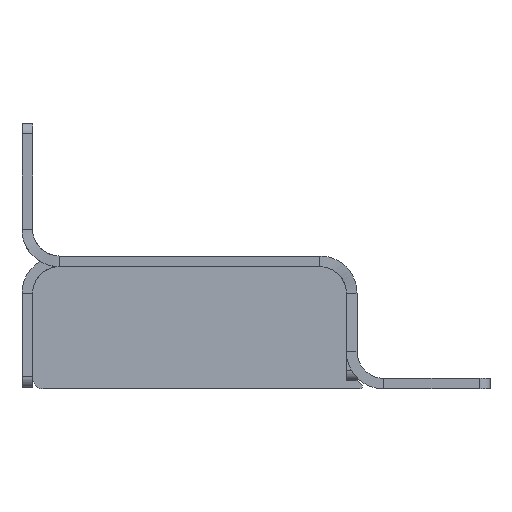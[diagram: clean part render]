
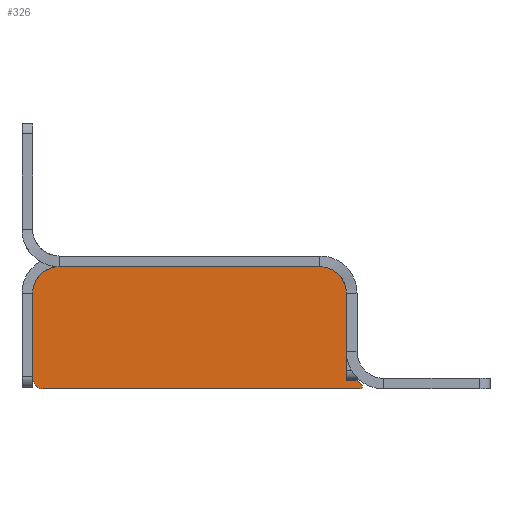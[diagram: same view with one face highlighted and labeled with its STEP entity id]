
A CAD part, front view. The second image highlights one B-rep face of the part: STEP entity #326.
In plain terms, the highlighted planar face has unit normal (0, -1, 0).
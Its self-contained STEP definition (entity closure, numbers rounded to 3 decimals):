
#89=CARTESIAN_POINT('Vertex',(32.8,-2.,-11.1)) ;
#92=CARTESIAN_POINT('Axis2P3D Location',(32.5,-2.,-11.5)) ;
#96=CARTESIAN_POINT('Vertex',(32.5,-2.,-12.)) ;
#127=CARTESIAN_POINT('Vertex',(30.,-2.,-5.5)) ;
#130=CARTESIAN_POINT('Axis2P3D Location',(37.,-2.,-5.5)) ;
#158=CARTESIAN_POINT('Vertex',(30.,-2.,6.)) ;
#161=CARTESIAN_POINT('Line Origine',(30.,-2.,0.25)) ;
#239=CARTESIAN_POINT('Vertex',(-27.,-2.,-12.)) ;
#242=CARTESIAN_POINT('Axis2P3D Location',(-27.,-2.,-10.)) ;
#246=CARTESIAN_POINT('Vertex',(-29.,-2.,-10.)) ;
#266=CARTESIAN_POINT('Line Origine',(2.75,-2.,-12.)) ;
#278=CARTESIAN_POINT('Axis2P3D Location',(0.,-2.,0.)) ;
#284=CARTESIAN_POINT('Control Point',(30.,-2.,6.)) ;
#285=CARTESIAN_POINT('Control Point',(30.,-2.,7.571)) ;
#286=CARTESIAN_POINT('Control Point',(29.385,-2.,9.143)) ;
#287=CARTESIAN_POINT('Control Point',(28.143,-2.,10.385)) ;
#288=CARTESIAN_POINT('Control Point',(26.571,-2.,11.)) ;
#289=CARTESIAN_POINT('Control Point',(25.,-2.,11.)) ;
#290=CARTESIAN_POINT('Vertex',(25.,-2.,11.)) ;
#293=CARTESIAN_POINT('Line Origine',(2.,-2.,11.)) ;
#297=CARTESIAN_POINT('Vertex',(-24.,-2.,11.)) ;
#301=CARTESIAN_POINT('Control Point',(-24.,-2.,11.)) ;
#302=CARTESIAN_POINT('Control Point',(-25.571,-2.,11.)) ;
#303=CARTESIAN_POINT('Control Point',(-27.143,-2.,10.385)) ;
#304=CARTESIAN_POINT('Control Point',(-28.385,-2.,9.143)) ;
#305=CARTESIAN_POINT('Control Point',(-29.,-2.,7.571)) ;
#306=CARTESIAN_POINT('Control Point',(-29.,-2.,6.)) ;
#307=CARTESIAN_POINT('Vertex',(-29.,-2.,6.)) ;
#310=CARTESIAN_POINT('Line Origine',(-29.,-2.,-0.5)) ;
#93=DIRECTION('Axis2P3D Direction',(0.,-1.,0.)) ;
#131=DIRECTION('Axis2P3D Direction',(0.,-1.,0.)) ;
#162=DIRECTION('Vector Direction',(0.,0.,1.)) ;
#243=DIRECTION('Axis2P3D Direction',(0.,-1.,0.)) ;
#267=DIRECTION('Vector Direction',(1.,0.,0.)) ;
#279=DIRECTION('Axis2P3D Direction',(0.,-1.,0.)) ;
#280=DIRECTION('Axis2P3D XDirection',(1.,0.,0.)) ;
#294=DIRECTION('Vector Direction',(1.,0.,0.)) ;
#311=DIRECTION('Vector Direction',(0.,0.,1.)) ;
#94=AXIS2_PLACEMENT_3D('Circle Axis2P3D',#92,#93,$) ;
#132=AXIS2_PLACEMENT_3D('Circle Axis2P3D',#130,#131,$) ;
#244=AXIS2_PLACEMENT_3D('Circle Axis2P3D',#242,#243,$) ;
#281=AXIS2_PLACEMENT_3D('Plane Axis2P3D',#278,#279,#280) ;
#316=ORIENTED_EDGE('',*,*,#165,.T.) ;
#317=ORIENTED_EDGE('',*,*,#292,.T.) ;
#318=ORIENTED_EDGE('',*,*,#299,.F.) ;
#319=ORIENTED_EDGE('',*,*,#309,.T.) ;
#320=ORIENTED_EDGE('',*,*,#314,.T.) ;
#321=ORIENTED_EDGE('',*,*,#248,.F.) ;
#322=ORIENTED_EDGE('',*,*,#270,.T.) ;
#323=ORIENTED_EDGE('',*,*,#98,.T.) ;
#324=ORIENTED_EDGE('',*,*,#134,.F.) ;
#163=VECTOR('Line Direction',#162,1.) ;
#268=VECTOR('Line Direction',#267,1.) ;
#295=VECTOR('Line Direction',#294,1.) ;
#312=VECTOR('Line Direction',#311,1.) ;
#326=ADVANCED_FACE('PartBody',(#325),#282,.T.) ;
#283=B_SPLINE_CURVE_WITH_KNOTS('',5,(#284,#285,#286,#287,#288,#289),.UNSPECIFIED.,.F.,.U.,(6,6),(31.416,39.27),.UNSPECIFIED.) ;
#300=B_SPLINE_CURVE_WITH_KNOTS('',5,(#301,#302,#303,#304,#305,#306),.UNSPECIFIED.,.F.,.U.,(6,6),(7.854,15.708),.UNSPECIFIED.) ;
#95=CIRCLE('generated circle',#94,0.5) ;
#133=CIRCLE('generated circle',#132,7.) ;
#245=CIRCLE('generated circle',#244,2.) ;
#98=EDGE_CURVE('',#97,#90,#95,.T.) ;
#134=EDGE_CURVE('',#128,#90,#133,.T.) ;
#165=EDGE_CURVE('',#128,#159,#164,.T.) ;
#248=EDGE_CURVE('',#240,#247,#245,.F.) ;
#270=EDGE_CURVE('',#240,#97,#269,.T.) ;
#292=EDGE_CURVE('',#159,#291,#283,.T.) ;
#299=EDGE_CURVE('',#298,#291,#296,.T.) ;
#309=EDGE_CURVE('',#298,#308,#300,.T.) ;
#314=EDGE_CURVE('',#308,#247,#313,.F.) ;
#315=EDGE_LOOP('',(#316,#317,#318,#319,#320,#321,#322,#323,#324)) ;
#325=FACE_OUTER_BOUND('',#315,.T.) ;
#164=LINE('Line',#161,#163) ;
#269=LINE('Line',#266,#268) ;
#296=LINE('Line',#293,#295) ;
#313=LINE('Line',#310,#312) ;
#282=PLANE('Plane',#281) ;
#90=VERTEX_POINT('',#89) ;
#97=VERTEX_POINT('',#96) ;
#128=VERTEX_POINT('',#127) ;
#159=VERTEX_POINT('',#158) ;
#240=VERTEX_POINT('',#239) ;
#247=VERTEX_POINT('',#246) ;
#291=VERTEX_POINT('',#290) ;
#298=VERTEX_POINT('',#297) ;
#308=VERTEX_POINT('',#307) ;
